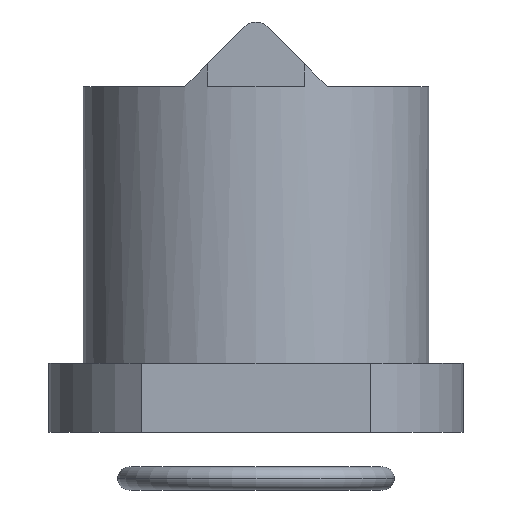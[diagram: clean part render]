
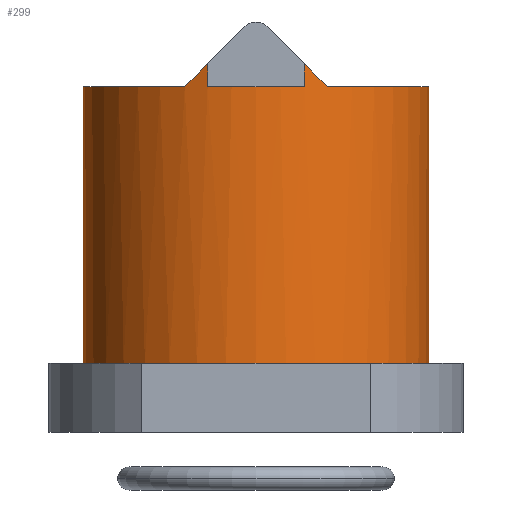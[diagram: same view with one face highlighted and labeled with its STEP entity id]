
A CAD part, front view. The second image highlights one B-rep face of the part: STEP entity #299.
In plain terms, the highlighted cylindrical face has radius 7.5 mm (diameter 15 mm), a partial arc.
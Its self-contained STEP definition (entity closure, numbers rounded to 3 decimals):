
#5 = VERTEX_POINT ( 'NONE', #358 ) ;
#23 = DIRECTION ( 'NONE',  ( 0., 0., 1. ) ) ;
#29 = CARTESIAN_POINT ( 'NONE',  ( 2.1, -7.2, -1. ) ) ;
#31 = VERTEX_POINT ( 'NONE', #190 ) ;
#46 = DIRECTION ( 'NONE',  ( 0., 0., -1. ) ) ;
#72 = VECTOR ( 'NONE', #1197, 1000. ) ;
#81 = ORIENTED_EDGE ( 'NONE', *, *, #997, .T. ) ;
#123 = CARTESIAN_POINT ( 'NONE',  ( -3.09, -6.834, 0. ) ) ;
#135 = VECTOR ( 'NONE', #46, 1000. ) ;
#152 = DIRECTION ( 'NONE',  ( -1., 0., 0. ) ) ;
#162 = DIRECTION ( 'NONE',  ( -1., 0., 0. ) ) ;
#190 = CARTESIAN_POINT ( 'NONE',  ( -7.5, 0., 0. ) ) ;
#191 = CARTESIAN_POINT ( 'NONE',  ( 2.1, -7.2, 0. ) ) ;
#213 = EDGE_LOOP ( 'NONE', ( #802, #1309, #387, #81, #362, #845, #1366, #1416, #435, #593, #494 ) ) ;
#223 = CARTESIAN_POINT ( 'NONE',  ( 0., 0., 0. ) ) ;
#272 = CARTESIAN_POINT ( 'NONE',  ( 2.438, -7.101, 0.652 ) ) ;
#284 = DIRECTION ( 'NONE',  ( 0., 0., -1. ) ) ;
#299 = ADVANCED_FACE ( 'NONE', ( #1243 ), #998, .T. ) ;
#306 = CIRCLE ( 'NONE', #1264, 7.5 ) ;
#334 = DIRECTION ( 'NONE',  ( -1., 0., 0. ) ) ;
#341 = DIRECTION ( 'NONE',  ( -1., 0., 0. ) ) ;
#342 = VERTEX_POINT ( 'NONE', #1128 ) ;
#358 = CARTESIAN_POINT ( 'NONE',  ( 7.5, 0., 0. ) ) ;
#362 = ORIENTED_EDGE ( 'NONE', *, *, #1319, .T. ) ;
#387 = ORIENTED_EDGE ( 'NONE', *, *, #679, .F. ) ;
#393 = CARTESIAN_POINT ( 'NONE',  ( -2.769, -6.979, 0.321 ) ) ;
#414 = CARTESIAN_POINT ( 'NONE',  ( 0., -7.5, -12. ) ) ;
#435 = ORIENTED_EDGE ( 'NONE', *, *, #1326, .T. ) ;
#455 = CARTESIAN_POINT ( 'NONE',  ( -2.1, -7.2, 0.99 ) ) ;
#480 = CIRCLE ( 'NONE', #1060, 7.5 ) ;
#494 = ORIENTED_EDGE ( 'NONE', *, *, #1258, .F. ) ;
#508 = CARTESIAN_POINT ( 'NONE',  ( 0., 0., 0. ) ) ;
#517 = DIRECTION ( 'NONE',  ( 0., 0., -1. ) ) ;
#522 = CARTESIAN_POINT ( 'NONE',  ( -7.5, 0., -1.5 ) ) ;
#534 = CARTESIAN_POINT ( 'NONE',  ( -3.09, -6.834, 0. ) ) ;
#537 = CARTESIAN_POINT ( 'NONE',  ( 2.1, -7.2, 0.99 ) ) ;
#545 = CARTESIAN_POINT ( 'NONE',  ( 2.769, -6.979, 0.321 ) ) ;
#557 = EDGE_CURVE ( 'NONE', #5, #1012, #965, .T. ) ;
#593 = ORIENTED_EDGE ( 'NONE', *, *, #1411, .F. ) ;
#623 = CIRCLE ( 'NONE', #1297, 7.5 ) ;
#624 = VERTEX_POINT ( 'NONE', #414 ) ;
#645 = CARTESIAN_POINT ( 'NONE',  ( 7.5, 0., -1.5 ) ) ;
#675 = AXIS2_PLACEMENT_3D ( 'NONE', #508, #284, #162 ) ;
#679 = EDGE_CURVE ( 'NONE', #900, #342, #1451, .T. ) ;
#685 = DIRECTION ( 'NONE',  ( -1., 0., 0. ) ) ;
#690 = DIRECTION ( 'NONE',  ( 0., 0., -1. ) ) ;
#691 = VERTEX_POINT ( 'NONE', #191 ) ;
#697 = CARTESIAN_POINT ( 'NONE',  ( 0., 0., -12. ) ) ;
#746 = LINE ( 'NONE', #29, #1302 ) ;
#768 = LINE ( 'NONE', #522, #135 ) ;
#776 = CARTESIAN_POINT ( 'NONE',  ( -2.438, -7.101, 0.652 ) ) ;
#786 = EDGE_CURVE ( 'NONE', #1048, #1421, #912, .T. ) ;
#792 = CIRCLE ( 'NONE', #675, 7.5 ) ;
#797 = VERTEX_POINT ( 'NONE', #801 ) ;
#801 = CARTESIAN_POINT ( 'NONE',  ( -7.5, 0., -12. ) ) ;
#802 = ORIENTED_EDGE ( 'NONE', *, *, #557, .F. ) ;
#808 = DIRECTION ( 'NONE',  ( -1., 0., 0. ) ) ;
#845 = ORIENTED_EDGE ( 'NONE', *, *, #786, .T. ) ;
#862 = CARTESIAN_POINT ( 'NONE',  ( -2.1, -7.2, -1. ) ) ;
#868 = CARTESIAN_POINT ( 'NONE',  ( 0., 0., -12. ) ) ;
#900 = VERTEX_POINT ( 'NONE', #537 ) ;
#912 = LINE ( 'NONE', #862, #948 ) ;
#945 = VERTEX_POINT ( 'NONE', #123 ) ;
#948 = VECTOR ( 'NONE', #23, 1000. ) ;
#965 = LINE ( 'NONE', #645, #72 ) ;
#973 = CARTESIAN_POINT ( 'NONE',  ( 3.09, -6.834, 0. ) ) ;
#997 = EDGE_CURVE ( 'NONE', #900, #691, #746, .T. ) ;
#998 = CYLINDRICAL_SURFACE ( 'NONE', #1175, 7.5 ) ;
#1012 = VERTEX_POINT ( 'NONE', #1254 ) ;
#1013 = DIRECTION ( 'NONE',  ( 0., 0., -1. ) ) ;
#1028 = EDGE_CURVE ( 'NONE', #945, #1421, #1328, .T. ) ;
#1048 = VERTEX_POINT ( 'NONE', #1283 ) ;
#1060 = AXIS2_PLACEMENT_3D ( 'NONE', #868, #517, #152 ) ;
#1128 = CARTESIAN_POINT ( 'NONE',  ( 3.09, -6.834, 0. ) ) ;
#1173 = CARTESIAN_POINT ( 'NONE',  ( 2.1, -7.2, 0.99 ) ) ;
#1175 = AXIS2_PLACEMENT_3D ( 'NONE', #1372, #1278, #685 ) ;
#1197 = DIRECTION ( 'NONE',  ( 0., 0., -1. ) ) ;
#1242 = EDGE_CURVE ( 'NONE', #5, #342, #1286, .T. ) ;
#1243 = FACE_OUTER_BOUND ( 'NONE', #213, .T. ) ;
#1254 = CARTESIAN_POINT ( 'NONE',  ( 7.5, 0., -12. ) ) ;
#1258 = EDGE_CURVE ( 'NONE', #1012, #624, #480, .T. ) ;
#1260 = CARTESIAN_POINT ( 'NONE',  ( -2.1, -7.2, 0.99 ) ) ;
#1264 = AXIS2_PLACEMENT_3D ( 'NONE', #697, #1441, #808 ) ;
#1278 = DIRECTION ( 'NONE',  ( 0., 0., -1. ) ) ;
#1283 = CARTESIAN_POINT ( 'NONE',  ( -2.1, -7.2, 0. ) ) ;
#1286 = CIRCLE ( 'NONE', #1404, 7.5 ) ;
#1297 = AXIS2_PLACEMENT_3D ( 'NONE', #223, #1013, #341 ) ;
#1302 = VECTOR ( 'NONE', #1371, 1000. ) ;
#1309 = ORIENTED_EDGE ( 'NONE', *, *, #1242, .T. ) ;
#1319 = EDGE_CURVE ( 'NONE', #691, #1048, #792, .T. ) ;
#1326 = EDGE_CURVE ( 'NONE', #31, #797, #768, .T. ) ;
#1328 =( BOUNDED_CURVE ( )  B_SPLINE_CURVE ( 3, ( #534, #393, #776, #1260 ),
 .UNSPECIFIED., .F., .F. ) 
 B_SPLINE_CURVE_WITH_KNOTS ( ( 4, 4 ),
 ( 1.146, 1.287 ),
 .UNSPECIFIED. ) 
 CURVE ( )  GEOMETRIC_REPRESENTATION_ITEM ( )  RATIONAL_B_SPLINE_CURVE ( ( 1., 0.998, 0.998, 1. ) ) 
 REPRESENTATION_ITEM ( '' )  );
#1334 = CARTESIAN_POINT ( 'NONE',  ( 0., 0., 0. ) ) ;
#1366 = ORIENTED_EDGE ( 'NONE', *, *, #1028, .F. ) ;
#1371 = DIRECTION ( 'NONE',  ( 0., 0., -1. ) ) ;
#1372 = CARTESIAN_POINT ( 'NONE',  ( 0., 0., -1.5 ) ) ;
#1399 = EDGE_CURVE ( 'NONE', #945, #31, #623, .T. ) ;
#1404 = AXIS2_PLACEMENT_3D ( 'NONE', #1334, #690, #334 ) ;
#1411 = EDGE_CURVE ( 'NONE', #624, #797, #306, .T. ) ;
#1416 = ORIENTED_EDGE ( 'NONE', *, *, #1399, .T. ) ;
#1421 = VERTEX_POINT ( 'NONE', #455 ) ;
#1441 = DIRECTION ( 'NONE',  ( 0., 0., -1. ) ) ;
#1451 =( BOUNDED_CURVE ( )  B_SPLINE_CURVE ( 3, ( #1173, #272, #545, #973 ),
 .UNSPECIFIED., .F., .T. ) 
 B_SPLINE_CURVE_WITH_KNOTS ( ( 4, 4 ),
 ( 4.996, 5.137 ),
 .UNSPECIFIED. ) 
 CURVE ( )  GEOMETRIC_REPRESENTATION_ITEM ( )  RATIONAL_B_SPLINE_CURVE ( ( 1., 0.998, 0.998, 1. ) ) 
 REPRESENTATION_ITEM ( '' )  );
